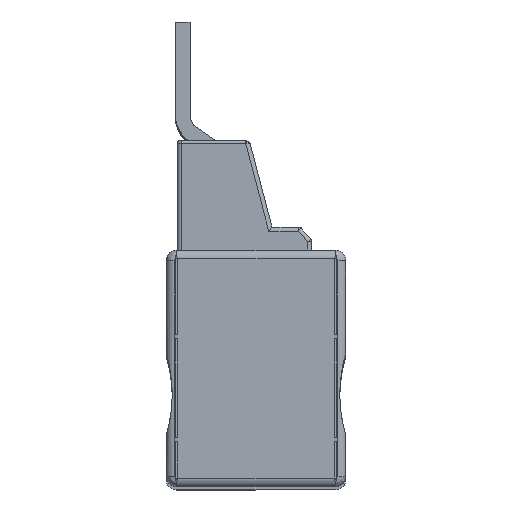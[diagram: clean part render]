
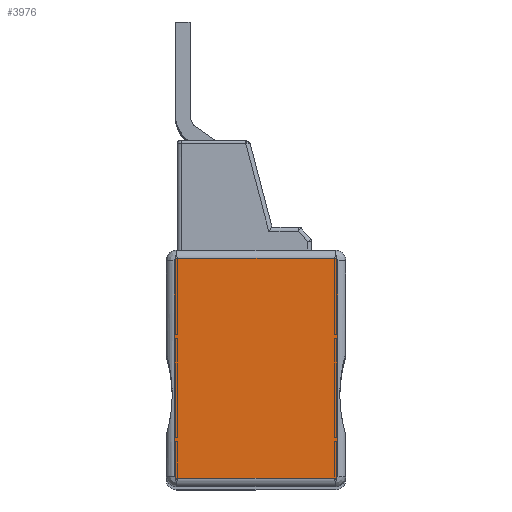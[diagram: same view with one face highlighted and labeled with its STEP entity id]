
A CAD part, top view. The second image highlights one B-rep face of the part: STEP entity #3976.
In plain terms, the highlighted planar face has unit normal (0, 0, 1).
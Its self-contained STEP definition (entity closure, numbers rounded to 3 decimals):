
#692=B_SPLINE_CURVE_WITH_KNOTS('',3,(#79692,#79693,#79694,#79695,#79696,
#79697),.UNSPECIFIED.,.F.,.F.,(4,2,4),(0.,0.5,1.),.UNSPECIFIED.);
#693=B_SPLINE_CURVE_WITH_KNOTS('',3,(#79700,#79701,#79702,#79703),
 .UNSPECIFIED.,.F.,.F.,(4,4),(0.,1.),.UNSPECIFIED.);
#694=B_SPLINE_CURVE_WITH_KNOTS('',3,(#79705,#79706,#79707,#79708,#79709,
#79710,#79711,#79712),.UNSPECIFIED.,.F.,.F.,(4,1,1,1,1,4),(0.,0.2,0.4,0.6,
0.8,1.),.UNSPECIFIED.);
#695=B_SPLINE_CURVE_WITH_KNOTS('',3,(#79713,#79714,#79715,#79716,#79717,
#79718,#79719,#79720),.UNSPECIFIED.,.F.,.F.,(4,1,1,1,1,4),(0.,0.2,0.4,0.6,
0.8,1.),.UNSPECIFIED.);
#696=B_SPLINE_CURVE_WITH_KNOTS('',3,(#79722,#79723,#79724,#79725),
 .UNSPECIFIED.,.F.,.F.,(4,4),(0.,1.),.UNSPECIFIED.);
#697=B_SPLINE_CURVE_WITH_KNOTS('',3,(#79727,#79728,#79729,#79730),
 .UNSPECIFIED.,.F.,.F.,(4,4),(0.,1.),.UNSPECIFIED.);
#1693=PLANE('',#55464);
#3976=ADVANCED_FACE('',(#7370),#1693,.F.);
#7370=FACE_OUTER_BOUND('',#10156,.T.);
#10156=EDGE_LOOP('',(#30519,#30520,#30521,#30522,#30523,#30524,#30525,#30526));
#14389=LINE('',#79690,#20762);
#14390=LINE('',#79732,#20763);
#20762=VECTOR('',#63022,1.);
#20763=VECTOR('',#63025,1.);
#30519=ORIENTED_EDGE('',*,*,#48331,.F.);
#30520=ORIENTED_EDGE('',*,*,#48332,.T.);
#30521=ORIENTED_EDGE('',*,*,#48333,.T.);
#30522=ORIENTED_EDGE('',*,*,#48330,.T.);
#30523=ORIENTED_EDGE('',*,*,#48334,.T.);
#30524=ORIENTED_EDGE('',*,*,#48335,.F.);
#30525=ORIENTED_EDGE('',*,*,#48336,.T.);
#30526=ORIENTED_EDGE('',*,*,#48337,.T.);
#42206=VERTEX_POINT('',#79687);
#42207=VERTEX_POINT('',#79689);
#42208=VERTEX_POINT('',#79698);
#42209=VERTEX_POINT('',#79699);
#42210=VERTEX_POINT('',#79704);
#42211=VERTEX_POINT('',#79721);
#42212=VERTEX_POINT('',#79726);
#42213=VERTEX_POINT('',#79731);
#48330=EDGE_CURVE('',#42206,#42207,#14389,.T.);
#48331=EDGE_CURVE('',#42208,#42209,#692,.T.);
#48332=EDGE_CURVE('',#42208,#42210,#693,.T.);
#48333=EDGE_CURVE('',#42210,#42206,#694,.T.);
#48334=EDGE_CURVE('',#42207,#42211,#695,.T.);
#48335=EDGE_CURVE('',#42212,#42211,#696,.T.);
#48336=EDGE_CURVE('',#42212,#42213,#697,.T.);
#48337=EDGE_CURVE('',#42213,#42209,#14390,.T.);
#55464=AXIS2_PLACEMENT_3D('',#79733,#63026,#63027);
#63022=DIRECTION('',(-1.,0.,0.));
#63025=DIRECTION('',(1.,0.,0.));
#63026=DIRECTION('',(0.,0.,-1.));
#63027=DIRECTION('',(1.,0.,0.));
#79687=CARTESIAN_POINT('',(-3.03,14.285,615.465));
#79689=CARTESIAN_POINT('',(-22.33,14.285,615.465));
#79690=CARTESIAN_POINT('',(-3.03,14.285,615.465));
#79692=CARTESIAN_POINT('',(-2.736,-12.315,615.465));
#79693=CARTESIAN_POINT('',(-2.763,-12.37,615.465));
#79694=CARTESIAN_POINT('',(-2.774,-12.409,615.465));
#79695=CARTESIAN_POINT('',(-2.952,-12.525,615.465));
#79696=CARTESIAN_POINT('',(-3.013,-12.515,615.465));
#79697=CARTESIAN_POINT('',(-3.026,-12.515,615.465));
#79698=CARTESIAN_POINT('',(-2.736,-12.315,615.465));
#79699=CARTESIAN_POINT('',(-3.026,-12.515,615.465));
#79700=CARTESIAN_POINT('',(-2.736,-12.315,615.465));
#79701=CARTESIAN_POINT('',(-2.734,-3.548,615.465));
#79702=CARTESIAN_POINT('',(-2.732,5.219,615.465));
#79703=CARTESIAN_POINT('',(-2.73,13.985,615.465));
#79704=CARTESIAN_POINT('',(-2.73,13.985,615.465));
#79705=CARTESIAN_POINT('',(-2.73,13.985,615.465));
#79706=CARTESIAN_POINT('',(-2.73,14.018,615.465));
#79707=CARTESIAN_POINT('',(-2.74,14.08,615.465));
#79708=CARTESIAN_POINT('',(-2.785,14.166,615.465));
#79709=CARTESIAN_POINT('',(-2.853,14.233,615.465));
#79710=CARTESIAN_POINT('',(-2.938,14.275,615.465));
#79711=CARTESIAN_POINT('',(-2.998,14.285,615.465));
#79712=CARTESIAN_POINT('',(-3.03,14.285,615.465));
#79713=CARTESIAN_POINT('',(-22.33,14.285,615.465));
#79714=CARTESIAN_POINT('',(-22.362,14.285,615.465));
#79715=CARTESIAN_POINT('',(-22.422,14.275,615.465));
#79716=CARTESIAN_POINT('',(-22.507,14.233,615.465));
#79717=CARTESIAN_POINT('',(-22.575,14.166,615.465));
#79718=CARTESIAN_POINT('',(-22.62,14.08,615.465));
#79719=CARTESIAN_POINT('',(-22.63,14.018,615.465));
#79720=CARTESIAN_POINT('',(-22.63,13.985,615.465));
#79721=CARTESIAN_POINT('',(-22.63,13.985,615.465));
#79722=CARTESIAN_POINT('',(-22.625,-12.315,615.465));
#79723=CARTESIAN_POINT('',(-22.626,-3.548,615.465));
#79724=CARTESIAN_POINT('',(-22.628,5.219,615.465));
#79725=CARTESIAN_POINT('',(-22.63,13.985,615.465));
#79726=CARTESIAN_POINT('',(-22.625,-12.315,615.465));
#79727=CARTESIAN_POINT('',(-22.625,-12.315,615.465));
#79728=CARTESIAN_POINT('',(-22.562,-12.443,615.465));
#79729=CARTESIAN_POINT('',(-22.46,-12.515,615.465));
#79730=CARTESIAN_POINT('',(-22.334,-12.515,615.465));
#79731=CARTESIAN_POINT('',(-22.334,-12.515,615.465));
#79732=CARTESIAN_POINT('',(-22.334,-12.515,615.465));
#79733=CARTESIAN_POINT('',(-22.33,-16.115,615.465));
